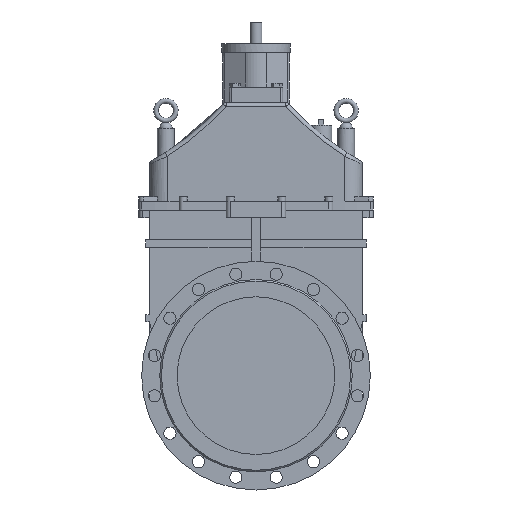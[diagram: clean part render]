
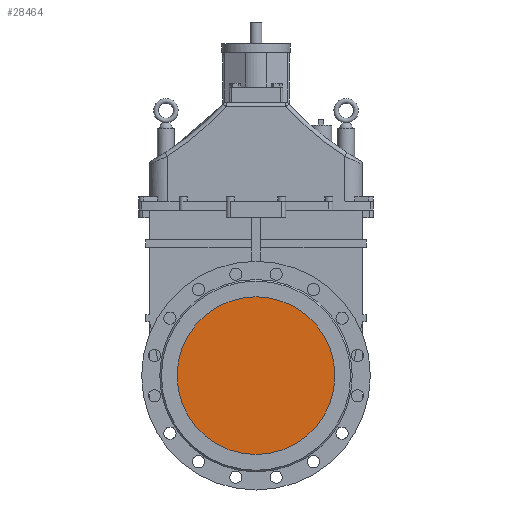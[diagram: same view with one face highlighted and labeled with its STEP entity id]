
A CAD part, left-side view. The second image highlights one B-rep face of the part: STEP entity #28464.
In plain terms, the highlighted planar face has unit normal (-1, 0, 0).
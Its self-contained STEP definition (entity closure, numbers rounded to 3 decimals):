
#28464=ADVANCED_FACE('',(#52925),#52927,.F.);
#52925=FACE_BOUND('',#52926,.T.);
#52926=EDGE_LOOP('',(#74084));
#52927=PLANE('',#52928);
#52928=AXIS2_PLACEMENT_3D('',#52929,#52930,#52931);
#52929=CARTESIAN_POINT('',(14539.159,10261.33,26408.957));
#52930=DIRECTION('',(1.,0.,0.));
#52931=DIRECTION('',(0.,0.,-1.));
#74084=ORIENTED_EDGE('',*,*,#84793,.T.);
#84793=EDGE_CURVE('',#100951,#100951,#100952,.T.);
#100951=VERTEX_POINT('',#138440);
#100952=CIRCLE('',#138441,200.);
#138440=CARTESIAN_POINT('',(14539.159,10461.33,26408.957));
#138441=AXIS2_PLACEMENT_3D('',#138442,#138443,#138444);
#138442=CARTESIAN_POINT('',(14539.159,10261.33,26408.957));
#138443=DIRECTION('',(-1.,0.,0.));
#138444=DIRECTION('',(0.,1.,0.));
